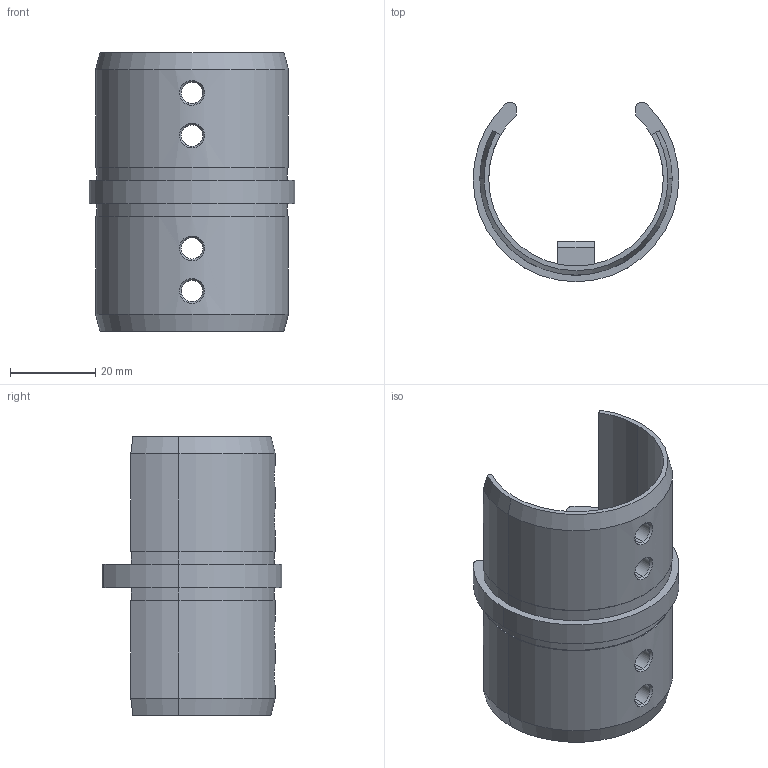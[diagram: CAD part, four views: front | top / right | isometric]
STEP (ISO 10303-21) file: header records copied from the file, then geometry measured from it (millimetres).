
FILE_DESCRIPTION (( 'STEP AP203' ), '1' );
FILE_NAME ('A_6790-048.STEP', '2019-01-29T12:40:39', ( '' ), ( '' ), 'SwSTEP 2.0', 'SolidWorks 2018', '' );
FILE_SCHEMA (( 'CONFIG_CONTROL_DESIGN' ));
Length unit declared in the file: millimetre
Products named in the file (1): A_6790-048
Bounding box: 48.3 x 42.16 x 65.5 mm (x, y, z)
Volume: 15103 mm3; surface area: 13965.2 mm2
Topology: 1 solids, 1 shells, 69 faces, 184 edges, 116 vertices
Faces by surface type: cylinder 28, plane 19, cone 14, bspline 8
Entity records: 7183 total; most frequent: CARTESIAN_POINT 5394, ORIENTED_EDGE 368, DIRECTION 348, EDGE_CURVE 184, AXIS2_PLACEMENT_3D 130, VERTEX_POINT 116, VECTOR 88, LINE 88
